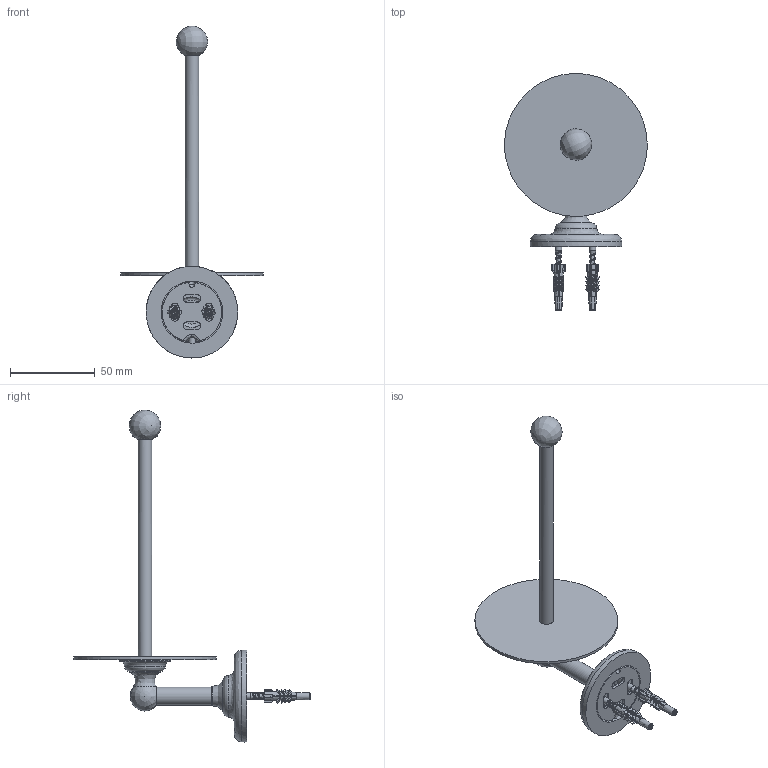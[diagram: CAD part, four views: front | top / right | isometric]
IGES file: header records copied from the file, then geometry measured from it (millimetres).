
Global section: file name: N4331; native system: Autodesk Inventor 2014; preprocessor: unknown; author: aprice; date: 20140707.153455; units: millimetre
Bounding box: 84.07 x 139.36 x 195.56 mm (x, y, z)
Volume: 43633.1 mm3; surface area: 34407.7 mm2
Topology: 13 solids, 13 shells, 618 faces, 1822 edges, 1219 vertices
Faces by surface type: bspline 618
